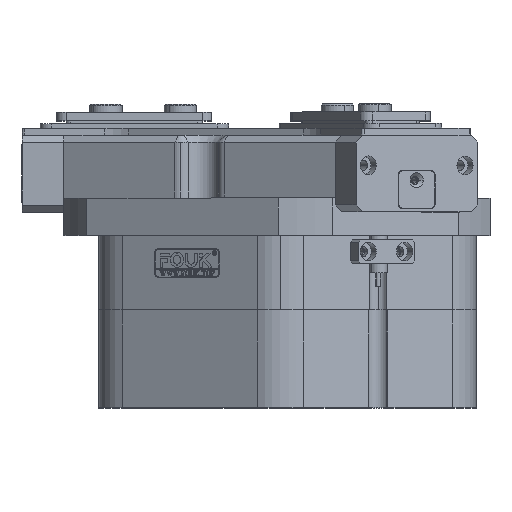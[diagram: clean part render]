
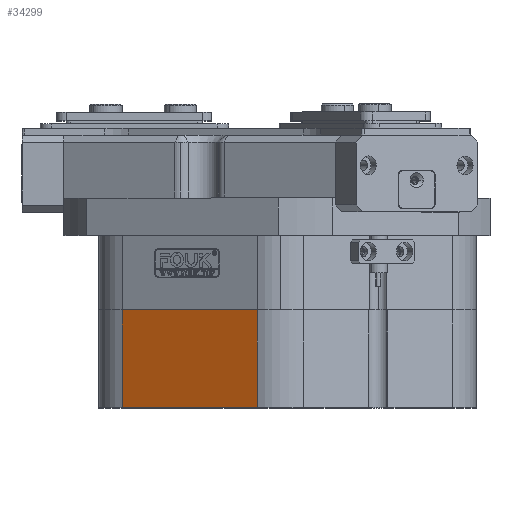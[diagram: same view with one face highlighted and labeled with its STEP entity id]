
A CAD part, top view. The second image highlights one B-rep face of the part: STEP entity #34299.
In plain terms, the highlighted face is planar.
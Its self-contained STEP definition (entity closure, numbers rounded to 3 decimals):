
#1249 = ORIENTED_EDGE ( 'NONE', *, *, #35406, .T. ) ;
#1372 = DIRECTION ( 'NONE',  ( -0.866, 0., -0.5 ) ) ;
#1706 = FACE_OUTER_BOUND ( 'NONE', #32643, .T. ) ;
#3033 = ORIENTED_EDGE ( 'NONE', *, *, #46170, .T. ) ;
#4675 = LINE ( 'NONE', #42160, #34331 ) ;
#7164 = AXIS2_PLACEMENT_3D ( 'NONE', #38415, #33727, #1372 ) ;
#7488 = VECTOR ( 'NONE', #34972, 1000. ) ;
#8961 = CARTESIAN_POINT ( 'NONE',  ( 70., 0., -54.271 ) ) ;
#10928 = DIRECTION ( 'NONE',  ( -0.866, 0., -0.5 ) ) ;
#13514 = ORIENTED_EDGE ( 'NONE', *, *, #13531, .F. ) ;
#13531 = EDGE_CURVE ( 'NONE', #32621, #41691, #26446, .T. ) ;
#14573 = CARTESIAN_POINT ( 'NONE',  ( 12., 0., -87.757 ) ) ;
#15052 = DIRECTION ( 'NONE',  ( -0.866, 0., -0.5 ) ) ;
#16408 = ORIENTED_EDGE ( 'NONE', *, *, #45806, .T. ) ;
#18990 = CARTESIAN_POINT ( 'NONE',  ( 70., 42., -54.271 ) ) ;
#21562 = LINE ( 'NONE', #8961, #7488 ) ;
#24403 = LINE ( 'NONE', #36618, #25572 ) ;
#25572 = VECTOR ( 'NONE', #10928, 1000. ) ;
#26446 = LINE ( 'NONE', #45072, #38627 ) ;
#27388 = DIRECTION ( 'NONE',  ( 0., 1., 0. ) ) ;
#28040 = CARTESIAN_POINT ( 'NONE',  ( 70., 0., -54.271 ) ) ;
#30978 = PLANE ( 'NONE',  #7164 ) ;
#32621 = VERTEX_POINT ( 'NONE', #18990 ) ;
#32643 = EDGE_LOOP ( 'NONE', ( #13514, #1249, #3033, #16408 ) ) ;
#33727 = DIRECTION ( 'NONE',  ( 0.5, 0., -0.866 ) ) ;
#34299 = ADVANCED_FACE ( 'NONE', ( #1706 ), #30978, .T. ) ;
#34331 = VECTOR ( 'NONE', #27388, 1000. ) ;
#34972 = DIRECTION ( 'NONE',  ( 0., -1., 0. ) ) ;
#35406 = EDGE_CURVE ( 'NONE', #32621, #47409, #21562, .T. ) ;
#36618 = CARTESIAN_POINT ( 'NONE',  ( 41., 0., -71.014 ) ) ;
#38415 = CARTESIAN_POINT ( 'NONE',  ( 164., 0., 0. ) ) ;
#38627 = VECTOR ( 'NONE', #15052, 1000. ) ;
#41691 = VERTEX_POINT ( 'NONE', #46547 ) ;
#41937 = VERTEX_POINT ( 'NONE', #14573 ) ;
#42160 = CARTESIAN_POINT ( 'NONE',  ( 12., 0., -87.757 ) ) ;
#45072 = CARTESIAN_POINT ( 'NONE',  ( 164., 42., 0. ) ) ;
#45806 = EDGE_CURVE ( 'NONE', #41937, #41691, #4675, .T. ) ;
#46170 = EDGE_CURVE ( 'NONE', #47409, #41937, #24403, .T. ) ;
#46547 = CARTESIAN_POINT ( 'NONE',  ( 12., 42., -87.757 ) ) ;
#47409 = VERTEX_POINT ( 'NONE', #28040 ) ;
